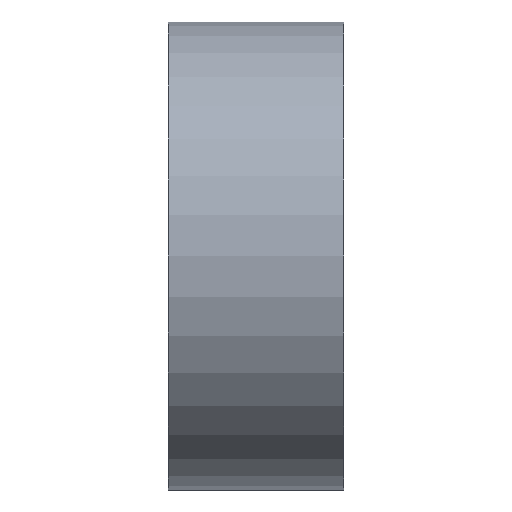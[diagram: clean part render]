
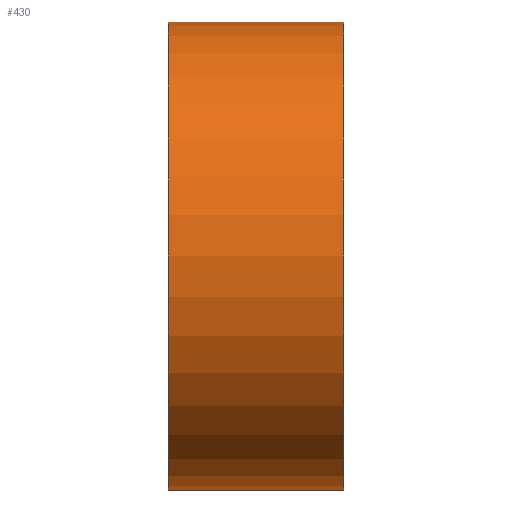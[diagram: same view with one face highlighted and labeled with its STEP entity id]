
A CAD part, left-side view. The second image highlights one B-rep face of the part: STEP entity #430.
In plain terms, the highlighted cylindrical face has radius 6.344 mm (diameter 12.687 mm), a partial arc.
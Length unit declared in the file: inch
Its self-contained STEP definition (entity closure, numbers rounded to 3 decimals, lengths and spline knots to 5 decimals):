
#1 = DIRECTION ( 'NONE',  ( 0., -1., 0. ) ) ;
#9 = DIRECTION ( 'NONE',  ( 0., -1., 0. ) ) ;
#10 = CARTESIAN_POINT ( 'NONE',  ( 0., 0.0935, 0. ) ) ;
#11 = CARTESIAN_POINT ( 'NONE',  ( 0., -0.0935, -0.24975 ) ) ;
#26 = CARTESIAN_POINT ( 'NONE',  ( 0., 0.0935, -0.24975 ) ) ;
#47 = CARTESIAN_POINT ( 'NONE',  ( 0., 0.0935, 0.24975 ) ) ;
#50 = VERTEX_POINT ( 'NONE', #425 ) ;
#103 = CARTESIAN_POINT ( 'NONE',  ( 0., -0.0935, 0.24975 ) ) ;
#120 = LINE ( 'NONE', #26, #367 ) ;
#128 = AXIS2_PLACEMENT_3D ( 'NONE', #520, #513, #505 ) ;
#173 = DIRECTION ( 'NONE',  ( 0., -1., 0. ) ) ;
#185 = EDGE_LOOP ( 'NONE', ( #253, #271, #265, #315 ) ) ;
#252 = AXIS2_PLACEMENT_3D ( 'NONE', #10, #1, #554 ) ;
#253 = ORIENTED_EDGE ( 'NONE', *, *, #545, .F. ) ;
#265 = ORIENTED_EDGE ( 'NONE', *, *, #552, .T. ) ;
#271 = ORIENTED_EDGE ( 'NONE', *, *, #420, .F. ) ;
#298 = VERTEX_POINT ( 'NONE', #103 ) ;
#302 = CYLINDRICAL_SURFACE ( 'NONE', #252, 0.24975 ) ;
#303 = CARTESIAN_POINT ( 'NONE',  ( 0., 0.0935, -0.24975 ) ) ;
#315 = ORIENTED_EDGE ( 'NONE', *, *, #556, .T. ) ;
#326 = AXIS2_PLACEMENT_3D ( 'NONE', #482, #494, #515 ) ;
#367 = VECTOR ( 'NONE', #9, 39.37008 ) ;
#379 = VECTOR ( 'NONE', #173, 39.37008 ) ;
#387 = LINE ( 'NONE', #47, #379 ) ;
#404 = VERTEX_POINT ( 'NONE', #11 ) ;
#420 = EDGE_CURVE ( 'NONE', #501, #50, #511, .T. ) ;
#425 = CARTESIAN_POINT ( 'NONE',  ( 0., 0.0935, 0.24975 ) ) ;
#430 = ADVANCED_FACE ( 'NONE', ( #445 ), #302, .T. ) ;
#445 = FACE_OUTER_BOUND ( 'NONE', #185, .T. ) ;
#482 = CARTESIAN_POINT ( 'NONE',  ( 0., 0.0935, 0. ) ) ;
#494 = DIRECTION ( 'NONE',  ( 0., 1., 0. ) ) ;
#501 = VERTEX_POINT ( 'NONE', #303 ) ;
#505 = DIRECTION ( 'NONE',  ( 0., 0., 1. ) ) ;
#511 = CIRCLE ( 'NONE', #326, 0.24975 ) ;
#513 = DIRECTION ( 'NONE',  ( 0., 1., 0. ) ) ;
#515 = DIRECTION ( 'NONE',  ( 0., 0., 1. ) ) ;
#520 = CARTESIAN_POINT ( 'NONE',  ( 0., -0.0935, 0. ) ) ;
#545 = EDGE_CURVE ( 'NONE', #50, #298, #387, .T. ) ;
#552 = EDGE_CURVE ( 'NONE', #501, #404, #120, .T. ) ;
#554 = DIRECTION ( 'NONE',  ( 0., 0., -1. ) ) ;
#556 = EDGE_CURVE ( 'NONE', #404, #298, #562, .T. ) ;
#562 = CIRCLE ( 'NONE', #128, 0.24975 ) ;
